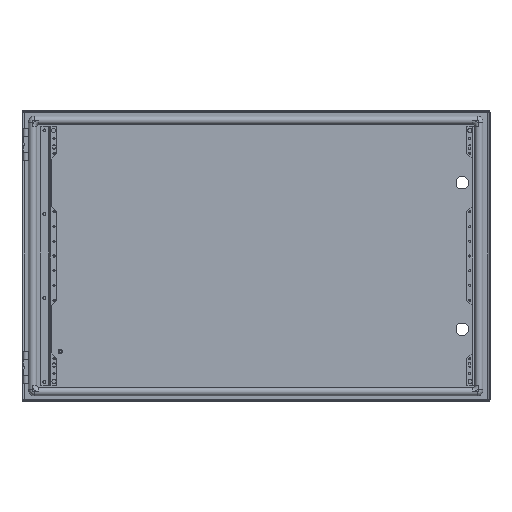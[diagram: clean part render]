
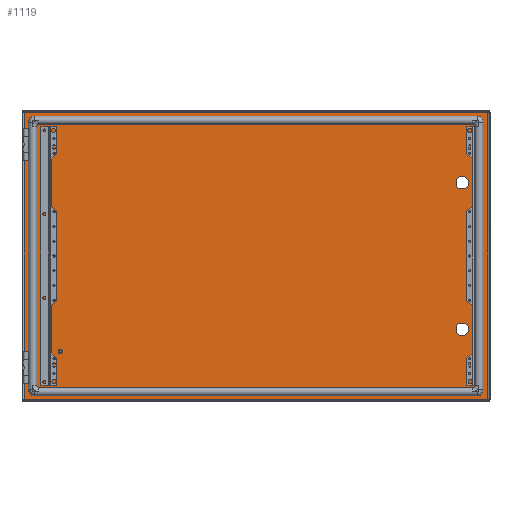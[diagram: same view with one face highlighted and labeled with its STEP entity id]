
A CAD part, top view. The second image highlights one B-rep face of the part: STEP entity #1119.
In plain terms, the highlighted planar face has unit normal (0, 0, 1).
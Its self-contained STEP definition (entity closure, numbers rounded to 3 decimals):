
#733=CIRCLE('',#5172,11.25);
#734=CIRCLE('',#5173,11.25);
#735=CIRCLE('',#5174,11.25);
#736=CIRCLE('',#5175,11.25);
#737=CIRCLE('',#5176,11.25);
#738=CIRCLE('',#5177,11.25);
#739=CIRCLE('',#5178,11.25);
#740=CIRCLE('',#5179,11.25);
#924=FACE_BOUND('',#1795,.T.);
#925=FACE_BOUND('',#1796,.T.);
#926=FACE_BOUND('',#1797,.T.);
#1119=ADVANCED_FACE('',(#924,#925,#926),#1262,.T.);
#1262=PLANE('',#5180);
#1795=EDGE_LOOP('',(#2800,#2801,#2802,#2803,#2804,#2805,#2806,#2807));
#1796=EDGE_LOOP('',(#2808,#2809,#2810,#2811,#2812,#2813,#2814,#2815));
#1797=EDGE_LOOP('',(#2816,#2817,#2818,#2819));
#2800=ORIENTED_EDGE('',*,*,#3958,.F.);
#2801=ORIENTED_EDGE('',*,*,#3959,.F.);
#2802=ORIENTED_EDGE('',*,*,#3960,.F.);
#2803=ORIENTED_EDGE('',*,*,#3961,.F.);
#2804=ORIENTED_EDGE('',*,*,#3962,.F.);
#2805=ORIENTED_EDGE('',*,*,#3963,.F.);
#2806=ORIENTED_EDGE('',*,*,#3964,.F.);
#2807=ORIENTED_EDGE('',*,*,#3965,.F.);
#2808=ORIENTED_EDGE('',*,*,#3966,.F.);
#2809=ORIENTED_EDGE('',*,*,#3967,.F.);
#2810=ORIENTED_EDGE('',*,*,#3968,.F.);
#2811=ORIENTED_EDGE('',*,*,#3969,.F.);
#2812=ORIENTED_EDGE('',*,*,#3970,.F.);
#2813=ORIENTED_EDGE('',*,*,#3971,.F.);
#2814=ORIENTED_EDGE('',*,*,#3972,.F.);
#2815=ORIENTED_EDGE('',*,*,#3973,.F.);
#2816=ORIENTED_EDGE('',*,*,#3974,.F.);
#2817=ORIENTED_EDGE('',*,*,#3975,.F.);
#2818=ORIENTED_EDGE('',*,*,#3976,.F.);
#2819=ORIENTED_EDGE('',*,*,#3977,.F.);
#3403=VERTEX_POINT('',#10350);
#3404=VERTEX_POINT('',#10351);
#3405=VERTEX_POINT('',#10353);
#3406=VERTEX_POINT('',#10355);
#3407=VERTEX_POINT('',#10357);
#3408=VERTEX_POINT('',#10359);
#3409=VERTEX_POINT('',#10361);
#3410=VERTEX_POINT('',#10363);
#3411=VERTEX_POINT('',#10366);
#3412=VERTEX_POINT('',#10367);
#3413=VERTEX_POINT('',#10369);
#3414=VERTEX_POINT('',#10371);
#3415=VERTEX_POINT('',#10373);
#3416=VERTEX_POINT('',#10375);
#3417=VERTEX_POINT('',#10377);
#3418=VERTEX_POINT('',#10379);
#3419=VERTEX_POINT('',#10382);
#3420=VERTEX_POINT('',#10383);
#3421=VERTEX_POINT('',#10385);
#3422=VERTEX_POINT('',#10387);
#3958=EDGE_CURVE('',#3403,#3404,#733,.T.);
#3959=EDGE_CURVE('',#3405,#3403,#4355,.T.);
#3960=EDGE_CURVE('',#3406,#3405,#734,.T.);
#3961=EDGE_CURVE('',#3407,#3406,#4356,.T.);
#3962=EDGE_CURVE('',#3408,#3407,#735,.T.);
#3963=EDGE_CURVE('',#3409,#3408,#4357,.T.);
#3964=EDGE_CURVE('',#3410,#3409,#736,.T.);
#3965=EDGE_CURVE('',#3404,#3410,#4358,.T.);
#3966=EDGE_CURVE('',#3411,#3412,#737,.T.);
#3967=EDGE_CURVE('',#3413,#3411,#4359,.T.);
#3968=EDGE_CURVE('',#3414,#3413,#738,.T.);
#3969=EDGE_CURVE('',#3415,#3414,#4360,.T.);
#3970=EDGE_CURVE('',#3416,#3415,#739,.T.);
#3971=EDGE_CURVE('',#3417,#3416,#4361,.T.);
#3972=EDGE_CURVE('',#3418,#3417,#740,.T.);
#3973=EDGE_CURVE('',#3412,#3418,#4362,.T.);
#3974=EDGE_CURVE('',#3419,#3420,#4363,.T.);
#3975=EDGE_CURVE('',#3421,#3419,#4364,.T.);
#3976=EDGE_CURVE('',#3422,#3421,#4365,.T.);
#3977=EDGE_CURVE('',#3420,#3422,#4366,.T.);
#4355=LINE('',#10352,#4718);
#4356=LINE('',#10356,#4719);
#4357=LINE('',#10360,#4720);
#4358=LINE('',#10364,#4721);
#4359=LINE('',#10368,#4722);
#4360=LINE('',#10372,#4723);
#4361=LINE('',#10376,#4724);
#4362=LINE('',#10380,#4725);
#4363=LINE('',#10381,#4726);
#4364=LINE('',#10384,#4727);
#4365=LINE('',#10386,#4728);
#4366=LINE('',#10388,#4729);
#4718=VECTOR('',#6268,1.);
#4719=VECTOR('',#6271,1.);
#4720=VECTOR('',#6274,1.);
#4721=VECTOR('',#6277,1.);
#4722=VECTOR('',#6280,1.);
#4723=VECTOR('',#6283,1.);
#4724=VECTOR('',#6286,1.);
#4725=VECTOR('',#6289,1.);
#4726=VECTOR('',#6290,1.);
#4727=VECTOR('',#6291,1.);
#4728=VECTOR('',#6292,1.);
#4729=VECTOR('',#6293,1.);
#5172=AXIS2_PLACEMENT_3D('',#10349,#6266,#6267);
#5173=AXIS2_PLACEMENT_3D('',#10354,#6269,#6270);
#5174=AXIS2_PLACEMENT_3D('',#10358,#6272,#6273);
#5175=AXIS2_PLACEMENT_3D('',#10362,#6275,#6276);
#5176=AXIS2_PLACEMENT_3D('',#10365,#6278,#6279);
#5177=AXIS2_PLACEMENT_3D('',#10370,#6281,#6282);
#5178=AXIS2_PLACEMENT_3D('',#10374,#6284,#6285);
#5179=AXIS2_PLACEMENT_3D('',#10378,#6287,#6288);
#5180=AXIS2_PLACEMENT_3D('',#10389,#6294,#6295);
#6266=DIRECTION('',(0.,0.,1.));
#6267=DIRECTION('',(0.,1.,0.));
#6268=DIRECTION('',(-1.,0.,0.));
#6269=DIRECTION('',(0.,0.,1.));
#6270=DIRECTION('',(0.,1.,0.));
#6271=DIRECTION('',(0.,1.,0.));
#6272=DIRECTION('',(0.,0.,1.));
#6273=DIRECTION('',(0.,1.,0.));
#6274=DIRECTION('',(1.,0.,0.));
#6275=DIRECTION('',(0.,0.,1.));
#6276=DIRECTION('',(0.,1.,0.));
#6277=DIRECTION('',(0.,-1.,0.));
#6278=DIRECTION('',(0.,0.,1.));
#6279=DIRECTION('',(1.,0.,0.));
#6280=DIRECTION('',(-1.,0.,0.));
#6281=DIRECTION('',(0.,0.,1.));
#6282=DIRECTION('',(1.,0.,0.));
#6283=DIRECTION('',(0.,1.,0.));
#6284=DIRECTION('',(0.,0.,1.));
#6285=DIRECTION('',(1.,0.,0.));
#6286=DIRECTION('',(1.,0.,0.));
#6287=DIRECTION('',(0.,0.,1.));
#6288=DIRECTION('',(1.,0.,0.));
#6289=DIRECTION('',(0.,-1.,0.));
#6290=DIRECTION('',(0.,1.,0.));
#6291=DIRECTION('',(-1.,0.,0.));
#6292=DIRECTION('',(0.,-1.,0.));
#6293=DIRECTION('',(1.,0.,0.));
#6294=DIRECTION('',(0.,0.,1.));
#6295=DIRECTION('',(-1.,0.,0.));
#10349=CARTESIAN_POINT('',(350.75,-124.5,1.5));
#10350=CARTESIAN_POINT('',(346.004,-114.3,1.5));
#10351=CARTESIAN_POINT('',(340.55,-119.754,1.5));
#10352=CARTESIAN_POINT('',(355.496,-114.3,1.5));
#10353=CARTESIAN_POINT('',(355.496,-114.3,1.5));
#10354=CARTESIAN_POINT('',(350.75,-124.5,1.5));
#10355=CARTESIAN_POINT('',(360.95,-119.754,1.5));
#10356=CARTESIAN_POINT('',(360.95,-129.246,1.5));
#10357=CARTESIAN_POINT('',(360.95,-129.246,1.5));
#10358=CARTESIAN_POINT('',(350.75,-124.5,1.5));
#10359=CARTESIAN_POINT('',(355.496,-134.7,1.5));
#10360=CARTESIAN_POINT('',(346.004,-134.7,1.5));
#10361=CARTESIAN_POINT('',(346.004,-134.7,1.5));
#10362=CARTESIAN_POINT('',(350.75,-124.5,1.5));
#10363=CARTESIAN_POINT('',(340.55,-129.246,1.5));
#10364=CARTESIAN_POINT('',(340.55,-119.754,1.5));
#10365=CARTESIAN_POINT('',(350.75,124.5,1.5));
#10366=CARTESIAN_POINT('',(346.004,134.7,1.5));
#10367=CARTESIAN_POINT('',(340.55,129.246,1.5));
#10368=CARTESIAN_POINT('',(355.496,134.7,1.5));
#10369=CARTESIAN_POINT('',(355.496,134.7,1.5));
#10370=CARTESIAN_POINT('',(350.75,124.5,1.5));
#10371=CARTESIAN_POINT('',(360.95,129.246,1.5));
#10372=CARTESIAN_POINT('',(360.95,119.754,1.5));
#10373=CARTESIAN_POINT('',(360.95,119.754,1.5));
#10374=CARTESIAN_POINT('',(350.75,124.5,1.5));
#10375=CARTESIAN_POINT('',(355.496,114.3,1.5));
#10376=CARTESIAN_POINT('',(346.004,114.3,1.5));
#10377=CARTESIAN_POINT('',(346.004,114.3,1.5));
#10378=CARTESIAN_POINT('',(350.75,124.5,1.5));
#10379=CARTESIAN_POINT('',(340.55,119.754,1.5));
#10380=CARTESIAN_POINT('',(340.55,129.246,1.5));
#10381=CARTESIAN_POINT('',(-394.75,-245.,1.5));
#10382=CARTESIAN_POINT('',(-394.75,-244.,1.5));
#10383=CARTESIAN_POINT('',(-394.75,244.,1.5));
#10384=CARTESIAN_POINT('',(-395.75,-244.,1.5));
#10385=CARTESIAN_POINT('',(394.75,-244.,1.5));
#10386=CARTESIAN_POINT('',(394.75,-245.,1.5));
#10387=CARTESIAN_POINT('',(394.75,244.,1.5));
#10388=CARTESIAN_POINT('',(-395.75,244.,1.5));
#10389=CARTESIAN_POINT('',(-395.75,-245.,1.5));
